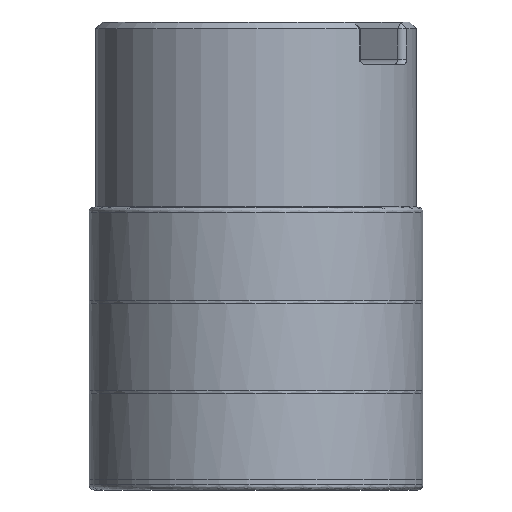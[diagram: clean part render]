
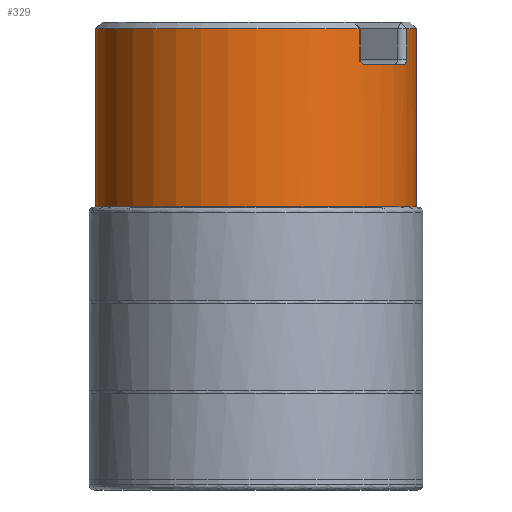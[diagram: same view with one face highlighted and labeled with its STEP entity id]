
A CAD part, front view. The second image highlights one B-rep face of the part: STEP entity #329.
In plain terms, the highlighted cylindrical face has radius 24 mm (diameter 48 mm), a full revolution.
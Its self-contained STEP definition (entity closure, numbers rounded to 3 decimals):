
#109=CYLINDRICAL_SURFACE('',#1416,24.);
#163=FACE_BOUND('',#493,.T.);
#164=FACE_BOUND('',#494,.T.);
#270=B_SPLINE_CURVE_WITH_KNOTS('',3,(#2077,#2078,#2079,#2080,#2081,#2082,
#2083,#2084,#2085,#2086,#2087,#2088,#2089,#2090,#2091,#2092,#2093,#2094,
#2095),.UNSPECIFIED.,.F.,.F.,(4,3,3,3,3,3,4),(0.,0.231,0.582,
0.741,0.894,0.956,1.),.UNSPECIFIED.);
#271=B_SPLINE_CURVE_WITH_KNOTS('',3,(#2099,#2100,#2101,#2102,#2103,#2104,
#2105,#2106,#2107,#2108,#2109,#2110,#2111,#2112,#2113,#2114),
 .UNSPECIFIED.,.F.,.F.,(4,3,3,3,3,4),(0.,0.051,0.13,
0.398,0.777,1.),.UNSPECIFIED.);
#272=B_SPLINE_CURVE_WITH_KNOTS('',3,(#2119,#2120,#2121,#2122,#2123,#2124,
#2125,#2126,#2127,#2128,#2129,#2130,#2131,#2132,#2133,#2134,#2135,#2136,
#2137),.UNSPECIFIED.,.F.,.F.,(4,3,3,3,3,3,4),(0.,0.231,0.582,
0.741,0.894,0.956,1.),.UNSPECIFIED.);
#273=B_SPLINE_CURVE_WITH_KNOTS('',3,(#2141,#2142,#2143,#2144,#2145,#2146,
#2147,#2148,#2149,#2150,#2151,#2152,#2153,#2154,#2155,#2156),
 .UNSPECIFIED.,.F.,.F.,(4,3,3,3,3,4),(0.,0.051,0.13,
0.398,0.777,1.),.UNSPECIFIED.);
#329=ADVANCED_FACE('',(#163,#164),#109,.T.);
#493=EDGE_LOOP('',(#728,#729,#730,#731,#732,#733,#734,#735,#736,#737,#738,
#739));
#494=EDGE_LOOP('',(#740));
#617=CIRCLE('',#1390,24.);
#619=CIRCLE('',#1393,24.);
#629=CIRCLE('',#1412,24.);
#630=CIRCLE('',#1414,24.);
#631=CIRCLE('',#1415,24.);
#728=ORIENTED_EDGE('',*,*,#1168,.T.);
#729=ORIENTED_EDGE('',*,*,#1151,.T.);
#730=ORIENTED_EDGE('',*,*,#1169,.F.);
#731=ORIENTED_EDGE('',*,*,#1170,.F.);
#732=ORIENTED_EDGE('',*,*,#1171,.F.);
#733=ORIENTED_EDGE('',*,*,#1172,.F.);
#734=ORIENTED_EDGE('',*,*,#1173,.T.);
#735=ORIENTED_EDGE('',*,*,#1147,.T.);
#736=ORIENTED_EDGE('',*,*,#1174,.F.);
#737=ORIENTED_EDGE('',*,*,#1175,.F.);
#738=ORIENTED_EDGE('',*,*,#1176,.F.);
#739=ORIENTED_EDGE('',*,*,#1177,.F.);
#740=ORIENTED_EDGE('',*,*,#1167,.T.);
#1028=VERTEX_POINT('',#1956);
#1029=VERTEX_POINT('',#1958);
#1032=VERTEX_POINT('',#1990);
#1033=VERTEX_POINT('',#1991);
#1046=VERTEX_POINT('',#2071);
#1047=VERTEX_POINT('',#2074);
#1048=VERTEX_POINT('',#2076);
#1049=VERTEX_POINT('',#2096);
#1050=VERTEX_POINT('',#2098);
#1051=VERTEX_POINT('',#2115);
#1052=VERTEX_POINT('',#2118);
#1053=VERTEX_POINT('',#2138);
#1054=VERTEX_POINT('',#2140);
#1147=EDGE_CURVE('',#1029,#1028,#617,.T.);
#1151=EDGE_CURVE('',#1032,#1033,#619,.T.);
#1167=EDGE_CURVE('',#1046,#1046,#629,.T.);
#1168=EDGE_CURVE('',#1047,#1032,#1310,.T.);
#1169=EDGE_CURVE('',#1048,#1033,#1311,.T.);
#1170=EDGE_CURVE('',#1049,#1048,#270,.T.);
#1171=EDGE_CURVE('',#1050,#1049,#630,.T.);
#1172=EDGE_CURVE('',#1051,#1050,#271,.T.);
#1173=EDGE_CURVE('',#1051,#1029,#1312,.T.);
#1174=EDGE_CURVE('',#1052,#1028,#1313,.T.);
#1175=EDGE_CURVE('',#1053,#1052,#272,.T.);
#1176=EDGE_CURVE('',#1054,#1053,#631,.T.);
#1177=EDGE_CURVE('',#1047,#1054,#273,.T.);
#1310=LINE('',#2073,#1350);
#1311=LINE('',#2075,#1351);
#1312=LINE('',#2116,#1352);
#1313=LINE('',#2117,#1353);
#1350=VECTOR('',#1605,1.);
#1351=VECTOR('',#1606,1.);
#1352=VECTOR('',#1609,1.);
#1353=VECTOR('',#1610,1.);
#1390=AXIS2_PLACEMENT_3D('',#1957,#1555,#1556);
#1393=AXIS2_PLACEMENT_3D('',#1989,#1561,#1562);
#1412=AXIS2_PLACEMENT_3D('',#2070,#1601,#1602);
#1414=AXIS2_PLACEMENT_3D('',#2097,#1607,#1608);
#1415=AXIS2_PLACEMENT_3D('',#2139,#1611,#1612);
#1416=AXIS2_PLACEMENT_3D('',#2157,#1613,#1614);
#1555=DIRECTION('',(0.,0.,-1.));
#1556=DIRECTION('',(1.,0.,0.));
#1561=DIRECTION('',(0.,0.,-1.));
#1562=DIRECTION('',(1.,0.,0.));
#1601=DIRECTION('',(0.,0.,1.));
#1602=DIRECTION('',(1.,0.,0.));
#1605=DIRECTION('',(0.,0.,1.));
#1606=DIRECTION('',(0.,0.,1.));
#1607=DIRECTION('',(0.,0.,1.));
#1608=DIRECTION('',(-1.,0.,0.));
#1609=DIRECTION('',(0.,0.,1.));
#1610=DIRECTION('',(0.,0.,1.));
#1611=DIRECTION('',(0.,0.,1.));
#1612=DIRECTION('',(-1.,0.,0.));
#1613=DIRECTION('',(0.,0.,1.));
#1614=DIRECTION('',(1.,0.,0.));
#1956=CARTESIAN_POINT('',(-22.558,8.193,-1.));
#1957=CARTESIAN_POINT('',(0.,0.,-1.));
#1958=CARTESIAN_POINT('',(15.414,-18.396,-1.));
#1989=CARTESIAN_POINT('',(0.,0.,-1.));
#1990=CARTESIAN_POINT('',(-15.414,18.396,-1.));
#1991=CARTESIAN_POINT('',(22.558,-8.193,-1.));
#2070=CARTESIAN_POINT('',(0.,0.,-64.469));
#2071=CARTESIAN_POINT('',(24.,0.,-64.469));
#2073=CARTESIAN_POINT('',(-15.414,18.396,-6.375));
#2074=CARTESIAN_POINT('',(-15.414,18.396,-5.575));
#2075=CARTESIAN_POINT('',(22.558,-8.193,-6.375));
#2076=CARTESIAN_POINT('',(22.558,-8.193,-5.575));
#2077=CARTESIAN_POINT('',(22.089,-9.385,-6.375));
#2078=CARTESIAN_POINT('',(22.137,-9.272,-6.375));
#2079=CARTESIAN_POINT('',(22.184,-9.158,-6.355));
#2080=CARTESIAN_POINT('',(22.229,-9.049,-6.321));
#2081=CARTESIAN_POINT('',(22.296,-8.884,-6.269));
#2082=CARTESIAN_POINT('',(22.358,-8.726,-6.182));
#2083=CARTESIAN_POINT('',(22.413,-8.584,-6.076));
#2084=CARTESIAN_POINT('',(22.437,-8.519,-6.027));
#2085=CARTESIAN_POINT('',(22.461,-8.456,-5.974));
#2086=CARTESIAN_POINT('',(22.483,-8.398,-5.917));
#2087=CARTESIAN_POINT('',(22.504,-8.342,-5.861));
#2088=CARTESIAN_POINT('',(22.524,-8.287,-5.802));
#2089=CARTESIAN_POINT('',(22.539,-8.245,-5.733));
#2090=CARTESIAN_POINT('',(22.545,-8.228,-5.706));
#2091=CARTESIAN_POINT('',(22.551,-8.213,-5.676));
#2092=CARTESIAN_POINT('',(22.554,-8.204,-5.645));
#2093=CARTESIAN_POINT('',(22.557,-8.197,-5.622));
#2094=CARTESIAN_POINT('',(22.558,-8.193,-5.599));
#2095=CARTESIAN_POINT('',(22.558,-8.193,-5.575));
#2096=CARTESIAN_POINT('',(22.089,-9.385,-6.375));
#2097=CARTESIAN_POINT('',(0.,0.,-6.375));
#2098=CARTESIAN_POINT('',(16.374,-17.547,-6.375));
#2099=CARTESIAN_POINT('',(15.414,-18.396,-5.575));
#2100=CARTESIAN_POINT('',(15.414,-18.396,-5.602));
#2101=CARTESIAN_POINT('',(15.419,-18.392,-5.63));
#2102=CARTESIAN_POINT('',(15.426,-18.386,-5.655));
#2103=CARTESIAN_POINT('',(15.437,-18.376,-5.695));
#2104=CARTESIAN_POINT('',(15.455,-18.361,-5.732));
#2105=CARTESIAN_POINT('',(15.475,-18.345,-5.766));
#2106=CARTESIAN_POINT('',(15.54,-18.29,-5.88));
#2107=CARTESIAN_POINT('',(15.625,-18.218,-5.974));
#2108=CARTESIAN_POINT('',(15.712,-18.142,-6.057));
#2109=CARTESIAN_POINT('',(15.834,-18.036,-6.175));
#2110=CARTESIAN_POINT('',(15.972,-17.915,-6.27));
#2111=CARTESIAN_POINT('',(16.115,-17.785,-6.325));
#2112=CARTESIAN_POINT('',(16.2,-17.708,-6.357));
#2113=CARTESIAN_POINT('',(16.287,-17.628,-6.375));
#2114=CARTESIAN_POINT('',(16.374,-17.547,-6.375));
#2115=CARTESIAN_POINT('',(15.414,-18.396,-5.575));
#2116=CARTESIAN_POINT('',(15.414,-18.396,-6.375));
#2117=CARTESIAN_POINT('',(-22.558,8.193,-6.375));
#2118=CARTESIAN_POINT('',(-22.558,8.193,-5.575));
#2119=CARTESIAN_POINT('',(-22.089,9.385,-6.375));
#2120=CARTESIAN_POINT('',(-22.137,9.272,-6.375));
#2121=CARTESIAN_POINT('',(-22.184,9.158,-6.355));
#2122=CARTESIAN_POINT('',(-22.229,9.049,-6.321));
#2123=CARTESIAN_POINT('',(-22.296,8.884,-6.269));
#2124=CARTESIAN_POINT('',(-22.358,8.726,-6.182));
#2125=CARTESIAN_POINT('',(-22.413,8.584,-6.076));
#2126=CARTESIAN_POINT('',(-22.437,8.519,-6.027));
#2127=CARTESIAN_POINT('',(-22.461,8.456,-5.974));
#2128=CARTESIAN_POINT('',(-22.483,8.398,-5.917));
#2129=CARTESIAN_POINT('',(-22.504,8.342,-5.861));
#2130=CARTESIAN_POINT('',(-22.524,8.287,-5.802));
#2131=CARTESIAN_POINT('',(-22.539,8.245,-5.733));
#2132=CARTESIAN_POINT('',(-22.545,8.228,-5.706));
#2133=CARTESIAN_POINT('',(-22.551,8.213,-5.676));
#2134=CARTESIAN_POINT('',(-22.554,8.204,-5.645));
#2135=CARTESIAN_POINT('',(-22.557,8.197,-5.622));
#2136=CARTESIAN_POINT('',(-22.558,8.193,-5.599));
#2137=CARTESIAN_POINT('',(-22.558,8.193,-5.575));
#2138=CARTESIAN_POINT('',(-22.089,9.385,-6.375));
#2139=CARTESIAN_POINT('',(0.,0.,-6.375));
#2140=CARTESIAN_POINT('',(-16.374,17.547,-6.375));
#2141=CARTESIAN_POINT('',(-15.414,18.396,-5.575));
#2142=CARTESIAN_POINT('',(-15.414,18.396,-5.602));
#2143=CARTESIAN_POINT('',(-15.419,18.392,-5.63));
#2144=CARTESIAN_POINT('',(-15.426,18.386,-5.655));
#2145=CARTESIAN_POINT('',(-15.437,18.376,-5.695));
#2146=CARTESIAN_POINT('',(-15.455,18.361,-5.732));
#2147=CARTESIAN_POINT('',(-15.475,18.345,-5.766));
#2148=CARTESIAN_POINT('',(-15.54,18.29,-5.88));
#2149=CARTESIAN_POINT('',(-15.625,18.218,-5.974));
#2150=CARTESIAN_POINT('',(-15.712,18.142,-6.057));
#2151=CARTESIAN_POINT('',(-15.834,18.036,-6.175));
#2152=CARTESIAN_POINT('',(-15.972,17.915,-6.27));
#2153=CARTESIAN_POINT('',(-16.115,17.785,-6.325));
#2154=CARTESIAN_POINT('',(-16.2,17.708,-6.357));
#2155=CARTESIAN_POINT('',(-16.287,17.628,-6.375));
#2156=CARTESIAN_POINT('',(-16.374,17.547,-6.375));
#2157=CARTESIAN_POINT('',(0.,0.,0.));
